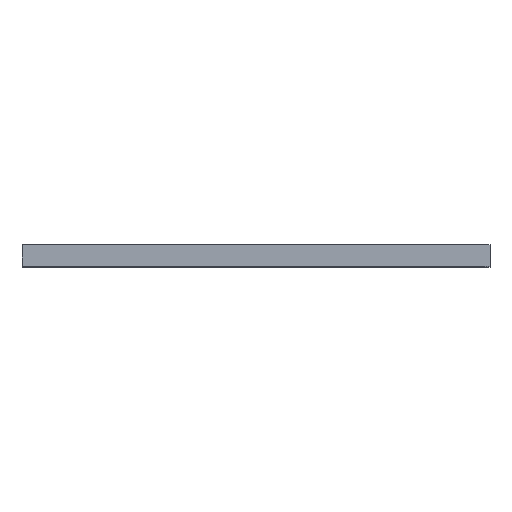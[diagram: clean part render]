
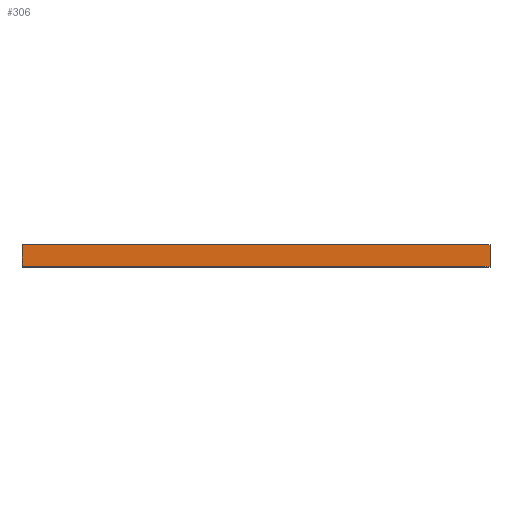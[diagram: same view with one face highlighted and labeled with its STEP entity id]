
A CAD part, top view. The second image highlights one B-rep face of the part: STEP entity #306.
In plain terms, the highlighted planar face has unit normal (0, 0, 1).
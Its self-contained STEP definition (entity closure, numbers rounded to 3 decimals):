
#5 = CARTESIAN_POINT ( 'NONE',  ( 2283., 70., 2044. ) ) ;
#8 = CARTESIAN_POINT ( 'NONE',  ( 1522., 0., 2044. ) ) ;
#28 = DIRECTION ( 'NONE',  ( 1., 0., 0. ) ) ;
#31 = ORIENTED_EDGE ( 'NONE', *, *, #230, .T. ) ;
#36 = VECTOR ( 'NONE', #364, 1000. ) ;
#38 = CARTESIAN_POINT ( 'NONE',  ( 1522., 70., 2044. ) ) ;
#39 = AXIS2_PLACEMENT_3D ( 'NONE', #303, #248, #128 ) ;
#44 = PLANE ( 'NONE',  #39 ) ;
#89 = CARTESIAN_POINT ( 'NONE',  ( 2283., 0., 2044. ) ) ;
#114 = DIRECTION ( 'NONE',  ( 1., 0., 0. ) ) ;
#116 = VERTEX_POINT ( 'NONE', #319 ) ;
#128 = DIRECTION ( 'NONE',  ( 1., 0., 0. ) ) ;
#141 = LINE ( 'NONE', #5, #244 ) ;
#150 = DIRECTION ( 'NONE',  ( 0., 1., 0. ) ) ;
#163 = VECTOR ( 'NONE', #114, 1000. ) ;
#180 = EDGE_CURVE ( 'NONE', #236, #285, #232, .T. ) ;
#230 = EDGE_CURVE ( 'NONE', #236, #116, #310, .T. ) ;
#232 = LINE ( 'NONE', #295, #263 ) ;
#236 = VERTEX_POINT ( 'NONE', #8 ) ;
#244 = VECTOR ( 'NONE', #28, 1000. ) ;
#248 = DIRECTION ( 'NONE',  ( 0., 0., 1. ) ) ;
#251 = EDGE_CURVE ( 'NONE', #285, #359, #141, .T. ) ;
#258 = EDGE_CURVE ( 'NONE', #116, #359, #353, .T. ) ;
#263 = VECTOR ( 'NONE', #150, 1000. ) ;
#273 = ORIENTED_EDGE ( 'NONE', *, *, #258, .T. ) ;
#285 = VERTEX_POINT ( 'NONE', #38 ) ;
#293 = CARTESIAN_POINT ( 'NONE',  ( 3044., 35., 2044. ) ) ;
#295 = CARTESIAN_POINT ( 'NONE',  ( 1522., 35., 2044. ) ) ;
#297 = CARTESIAN_POINT ( 'NONE',  ( 3044., 70., 2044. ) ) ;
#303 = CARTESIAN_POINT ( 'NONE',  ( 1521.99, -0.01, 2044. ) ) ;
#306 = ADVANCED_FACE ( 'NONE', ( #337 ), #44, .T. ) ;
#307 = EDGE_LOOP ( 'NONE', ( #356, #334, #31, #273 ) ) ;
#310 = LINE ( 'NONE', #89, #163 ) ;
#319 = CARTESIAN_POINT ( 'NONE',  ( 3044., 0., 2044. ) ) ;
#334 = ORIENTED_EDGE ( 'NONE', *, *, #180, .F. ) ;
#337 = FACE_OUTER_BOUND ( 'NONE', #307, .T. ) ;
#353 = LINE ( 'NONE', #293, #36 ) ;
#356 = ORIENTED_EDGE ( 'NONE', *, *, #251, .F. ) ;
#359 = VERTEX_POINT ( 'NONE', #297 ) ;
#364 = DIRECTION ( 'NONE',  ( 0., 1., 0. ) ) ;
